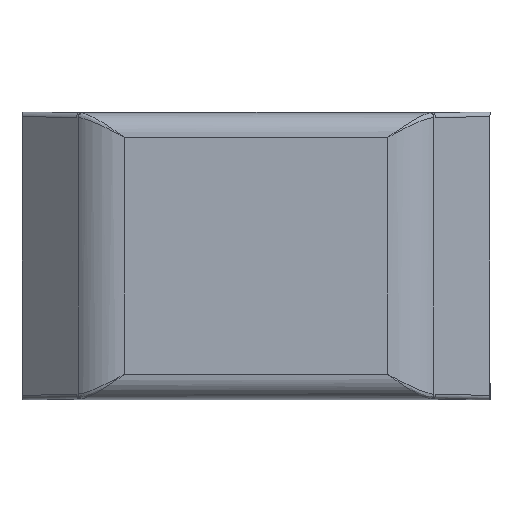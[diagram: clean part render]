
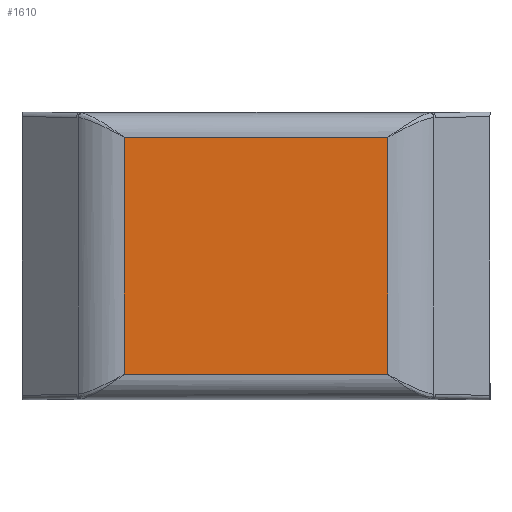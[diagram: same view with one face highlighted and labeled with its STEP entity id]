
A CAD part, top view. The second image highlights one B-rep face of the part: STEP entity #1610.
In plain terms, the highlighted planar face has unit normal (0, 0, 1).
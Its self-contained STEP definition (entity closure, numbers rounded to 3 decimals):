
#130 = VERTEX_POINT ( 'NONE', #2068 ) ;
#179 = VECTOR ( 'NONE', #432, 1000. ) ;
#221 = ORIENTED_EDGE ( 'NONE', *, *, #1090, .F. ) ;
#240 = DIRECTION ( 'NONE',  ( -1., 0., 0. ) ) ;
#252 = CARTESIAN_POINT ( 'NONE',  ( 9.7, -7.239, 5. ) ) ;
#309 = VERTEX_POINT ( 'NONE', #1882 ) ;
#323 = LINE ( 'NONE', #416, #179 ) ;
#362 = VECTOR ( 'NONE', #511, 1000. ) ;
#381 = FACE_OUTER_BOUND ( 'NONE', #1098, .T. ) ;
#395 = ORIENTED_EDGE ( 'NONE', *, *, #1051, .F. ) ;
#416 = CARTESIAN_POINT ( 'NONE',  ( 9.7, 7.239, 5. ) ) ;
#432 = DIRECTION ( 'NONE',  ( 1., 0., 0. ) ) ;
#511 = DIRECTION ( 'NONE',  ( 0., 1., 0. ) ) ;
#524 = CARTESIAN_POINT ( 'NONE',  ( -8.043, 8.8, 5. ) ) ;
#678 = AXIS2_PLACEMENT_3D ( 'NONE', #2561, #2558, #2551 ) ;
#775 = ORIENTED_EDGE ( 'NONE', *, *, #1218, .F. ) ;
#796 = LINE ( 'NONE', #524, #362 ) ;
#829 = CARTESIAN_POINT ( 'NONE',  ( -8.043, 7.239, 5. ) ) ;
#899 = VECTOR ( 'NONE', #240, 1000. ) ;
#952 = VERTEX_POINT ( 'NONE', #829 ) ;
#1051 = EDGE_CURVE ( 'NONE', #309, #952, #796, .T. ) ;
#1054 = LINE ( 'NONE', #2500, #1543 ) ;
#1077 = EDGE_CURVE ( 'NONE', #952, #130, #323, .T. ) ;
#1090 = EDGE_CURVE ( 'NONE', #1345, #309, #1843, .T. ) ;
#1098 = EDGE_LOOP ( 'NONE', ( #221, #775, #2201, #395 ) ) ;
#1218 = EDGE_CURVE ( 'NONE', #130, #1345, #1054, .T. ) ;
#1345 = VERTEX_POINT ( 'NONE', #1466 ) ;
#1466 = CARTESIAN_POINT ( 'NONE',  ( 8.043, -7.239, 5. ) ) ;
#1543 = VECTOR ( 'NONE', #2398, 1000. ) ;
#1610 = ADVANCED_FACE ( 'NONE', ( #381 ), #2559, .F. ) ;
#1843 = LINE ( 'NONE', #252, #899 ) ;
#1882 = CARTESIAN_POINT ( 'NONE',  ( -8.043, -7.239, 5. ) ) ;
#2068 = CARTESIAN_POINT ( 'NONE',  ( 8.043, 7.239, 5. ) ) ;
#2201 = ORIENTED_EDGE ( 'NONE', *, *, #1077, .F. ) ;
#2398 = DIRECTION ( 'NONE',  ( 0., -1., 0. ) ) ;
#2500 = CARTESIAN_POINT ( 'NONE',  ( 8.043, 8.8, 5. ) ) ;
#2551 = DIRECTION ( 'NONE',  ( -1., 0., 0. ) ) ;
#2558 = DIRECTION ( 'NONE',  ( 0., 0., -1. ) ) ;
#2559 = PLANE ( 'NONE',  #678 ) ;
#2561 = CARTESIAN_POINT ( 'NONE',  ( 9.7, 8.8, 5. ) ) ;
